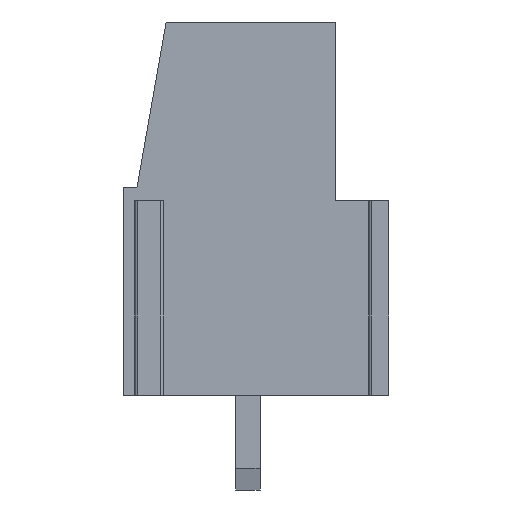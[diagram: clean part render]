
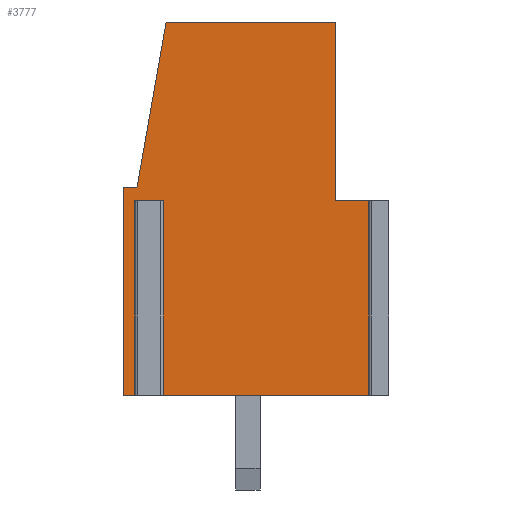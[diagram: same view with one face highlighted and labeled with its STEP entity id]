
A CAD part, left-side view. The second image highlights one B-rep face of the part: STEP entity #3777.
In plain terms, the highlighted planar face has unit normal (-1, 0, 0).
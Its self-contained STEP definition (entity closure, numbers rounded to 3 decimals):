
#2987=CARTESIAN_POINT('',(-2.5,-0.696,7.2));
#2988=VERTEX_POINT('',#2987);
#2995=CARTESIAN_POINT('',(-2.5,-0.696,0.));
#2996=VERTEX_POINT('',#2995);
#2997=CARTESIAN_POINT('',(-2.5,-0.696,0.));
#2998=DIRECTION('',(0.,0.,1.));
#2999=VECTOR('',#2998,7.2);
#3000=LINE('',#2997,#2999);
#3001=EDGE_CURVE('',#2996,#2988,#3000,.T.);
#3065=CARTESIAN_POINT('',(-2.5,-1.204,7.2));
#3066=VERTEX_POINT('',#3065);
#3067=CARTESIAN_POINT('',(-2.5,-1.204,7.2));
#3068=DIRECTION('',(0.,1.,0.));
#3069=VECTOR('',#3068,0.507);
#3070=LINE('',#3067,#3069);
#3071=EDGE_CURVE('',#3066,#2988,#3070,.T.);
#3107=CARTESIAN_POINT('',(-2.5,-7.85,7.2));
#3108=VERTEX_POINT('',#3107);
#3123=CARTESIAN_POINT('',(-2.5,-7.85,13.8));
#3124=VERTEX_POINT('',#3123);
#3131=CARTESIAN_POINT('',(-2.5,-7.85,7.2));
#3132=DIRECTION('',(0.,0.,1.));
#3133=VECTOR('',#3132,6.6);
#3134=LINE('',#3131,#3133);
#3135=EDGE_CURVE('',#3108,#3124,#3134,.T.);
#3401=CARTESIAN_POINT('',(-2.5,-1.576,13.8));
#3402=VERTEX_POINT('',#3401);
#3409=CARTESIAN_POINT('',(-2.5,-7.85,13.8));
#3410=DIRECTION('',(0.,1.,0.));
#3411=VECTOR('',#3410,6.274);
#3412=LINE('',#3409,#3411);
#3413=EDGE_CURVE('',#3124,#3402,#3412,.T.);
#3634=CARTESIAN_POINT('',(-2.5,-9.346,7.2));
#3635=VERTEX_POINT('',#3634);
#3636=CARTESIAN_POINT('',(-2.5,-9.346,7.2));
#3637=DIRECTION('',(0.,1.,0.));
#3638=VECTOR('',#3637,1.496);
#3639=LINE('',#3636,#3638);
#3640=EDGE_CURVE('',#3635,#3108,#3639,.T.);
#3694=CARTESIAN_POINT('',(-2.5,-1.204,0.));
#3695=VERTEX_POINT('',#3694);
#3704=CARTESIAN_POINT('',(-2.5,-1.204,7.2));
#3705=DIRECTION('',(0.,0.,-1.));
#3706=VECTOR('',#3705,7.2);
#3707=LINE('',#3704,#3706);
#3708=EDGE_CURVE('',#3066,#3695,#3707,.T.);
#3720=CARTESIAN_POINT('',(-2.5,0.,0.));
#3721=DIRECTION('',(-1.,0.,0.));
#3722=DIRECTION('',(0.,0.,1.));
#3723=AXIS2_PLACEMENT_3D('',#3720,#3721,#3722);
#3724=PLANE('',#3723);
#3725=CARTESIAN_POINT('',(-2.5,-0.5,7.7));
#3726=VERTEX_POINT('',#3725);
#3727=CARTESIAN_POINT('',(-2.5,-1.576,13.8));
#3728=DIRECTION('',(0.,0.174,-0.985));
#3729=VECTOR('',#3728,6.194);
#3730=LINE('',#3727,#3729);
#3731=EDGE_CURVE('',#3402,#3726,#3730,.T.);
#3732=ORIENTED_EDGE('',*,*,#3731,.T.);
#3733=CARTESIAN_POINT('',(-2.5,0.,7.7));
#3734=VERTEX_POINT('',#3733);
#3735=CARTESIAN_POINT('',(-2.5,-0.5,7.7));
#3736=DIRECTION('',(0.,1.,0.));
#3737=VECTOR('',#3736,0.5);
#3738=LINE('',#3735,#3737);
#3739=EDGE_CURVE('',#3726,#3734,#3738,.T.);
#3740=ORIENTED_EDGE('',*,*,#3739,.T.);
#3741=CARTESIAN_POINT('',(-2.5,0.,0.));
#3742=VERTEX_POINT('',#3741);
#3743=CARTESIAN_POINT('',(-2.5,0.,7.7));
#3744=DIRECTION('',(0.,0.,-1.));
#3745=VECTOR('',#3744,7.7);
#3746=LINE('',#3743,#3745);
#3747=EDGE_CURVE('',#3734,#3742,#3746,.T.);
#3748=ORIENTED_EDGE('',*,*,#3747,.T.);
#3749=CARTESIAN_POINT('',(-2.5,0.,0.));
#3750=DIRECTION('',(0.,-1.,0.));
#3751=VECTOR('',#3750,0.696);
#3752=LINE('',#3749,#3751);
#3753=EDGE_CURVE('',#3742,#2996,#3752,.T.);
#3754=ORIENTED_EDGE('',*,*,#3753,.T.);
#3755=ORIENTED_EDGE('',*,*,#3001,.T.);
#3756=ORIENTED_EDGE('',*,*,#3071,.F.);
#3757=ORIENTED_EDGE('',*,*,#3708,.T.);
#3758=CARTESIAN_POINT('',(-2.5,-9.346,0.));
#3759=VERTEX_POINT('',#3758);
#3760=CARTESIAN_POINT('',(-2.5,-1.204,0.));
#3761=DIRECTION('',(0.,-1.,0.));
#3762=VECTOR('',#3761,8.143);
#3763=LINE('',#3760,#3762);
#3764=EDGE_CURVE('',#3695,#3759,#3763,.T.);
#3765=ORIENTED_EDGE('',*,*,#3764,.T.);
#3766=CARTESIAN_POINT('',(-2.5,-9.346,0.));
#3767=DIRECTION('',(0.,0.,1.));
#3768=VECTOR('',#3767,7.2);
#3769=LINE('',#3766,#3768);
#3770=EDGE_CURVE('',#3759,#3635,#3769,.T.);
#3771=ORIENTED_EDGE('',*,*,#3770,.T.);
#3772=ORIENTED_EDGE('',*,*,#3640,.T.);
#3773=ORIENTED_EDGE('',*,*,#3135,.T.);
#3774=ORIENTED_EDGE('',*,*,#3413,.T.);
#3775=EDGE_LOOP('',(#3732,#3740,#3748,#3754,#3755,#3756,#3757,#3765,#3771,#3772,#3773,#3774));
#3776=FACE_BOUND('',#3775,.T.);
#3777=ADVANCED_FACE('F0',(#3776),#3724,.T.);
